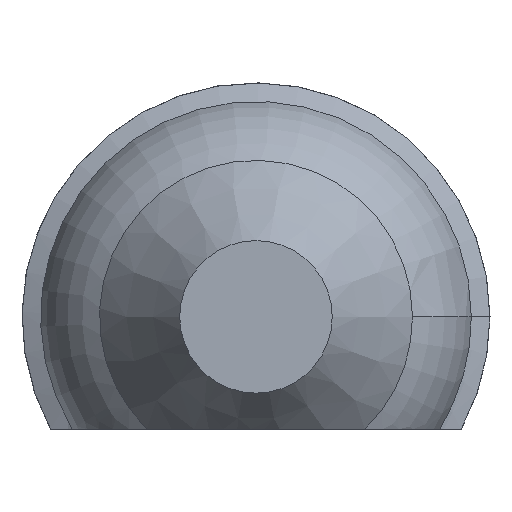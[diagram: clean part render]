
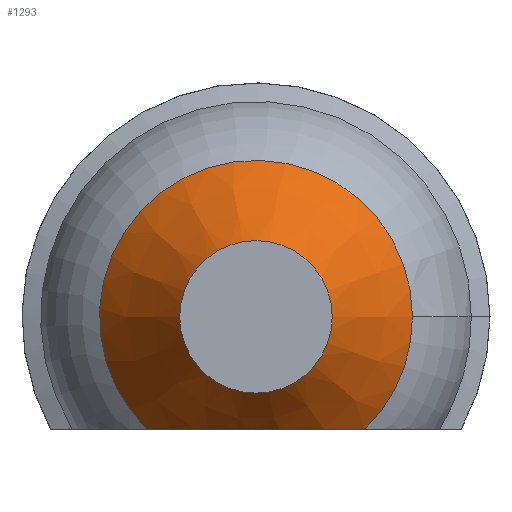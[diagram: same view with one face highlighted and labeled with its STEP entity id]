
A CAD part, front view. The second image highlights one B-rep face of the part: STEP entity #1293.
In plain terms, the highlighted conical face has half-angle 35.927 degrees and reference radius 16.73 mm.
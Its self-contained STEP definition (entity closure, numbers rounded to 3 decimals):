
#234 = VERTEX_POINT('',#235);
#235 = CARTESIAN_POINT('',(-11.657,-68.709,-12.));
#260 = EDGE_CURVE('',#261,#234,#263,.T.);
#261 = VERTEX_POINT('',#262);
#262 = CARTESIAN_POINT('',(11.657,-68.709,-12.));
#263 = HYPERBOLA('',#264,16.561,12.);
#264 = AXIS2_PLACEMENT_3D('',#265,#266,#267);
#265 = CARTESIAN_POINT('',(0.,-91.798,-12.));
#266 = DIRECTION('',(0.,-0.,1.));
#267 = DIRECTION('',(0.,1.,0.));
#1268 = VERTEX_POINT('',#1269);
#1269 = CARTESIAN_POINT('',(16.73,-68.709,0.));
#1276 = EDGE_CURVE('',#1268,#234,#1277,.T.);
#1277 = CIRCLE('',#1278,16.73);
#1278 = AXIS2_PLACEMENT_3D('',#1279,#1280,#1281);
#1279 = CARTESIAN_POINT('',(0.,-68.709,0.));
#1280 = DIRECTION('',(0.,-1.,0.));
#1281 = DIRECTION('',(1.,0.,0.));
#1293 = ADVANCED_FACE('',(#1294),#1321,.T.);
#1294 = FACE_BOUND('',#1295,.T.);
#1295 = EDGE_LOOP('',(#1296,#1304,#1305,#1306,#1313,#1314));
#1296 = ORIENTED_EDGE('',*,*,#1297,.F.);
#1297 = EDGE_CURVE('',#1268,#1298,#1300,.T.);
#1298 = VERTEX_POINT('',#1299);
#1299 = CARTESIAN_POINT('',(8.152,-80.547,0.));
#1300 = LINE('',#1301,#1302);
#1301 = CARTESIAN_POINT('',(16.73,-68.709,0.));
#1302 = VECTOR('',#1303,1.);
#1303 = DIRECTION('',(-0.587,-0.81,0.));
#1304 = ORIENTED_EDGE('',*,*,#1276,.T.);
#1305 = ORIENTED_EDGE('',*,*,#260,.F.);
#1306 = ORIENTED_EDGE('',*,*,#1307,.T.);
#1307 = EDGE_CURVE('',#261,#1268,#1308,.T.);
#1308 = CIRCLE('',#1309,16.73);
#1309 = AXIS2_PLACEMENT_3D('',#1310,#1311,#1312);
#1310 = CARTESIAN_POINT('',(0.,-68.709,0.));
#1311 = DIRECTION('',(0.,-1.,0.));
#1312 = DIRECTION('',(1.,0.,0.));
#1313 = ORIENTED_EDGE('',*,*,#1297,.T.);
#1314 = ORIENTED_EDGE('',*,*,#1315,.F.);
#1315 = EDGE_CURVE('',#1298,#1298,#1316,.T.);
#1316 = CIRCLE('',#1317,8.152);
#1317 = AXIS2_PLACEMENT_3D('',#1318,#1319,#1320);
#1318 = CARTESIAN_POINT('',(0.,-80.547,0.));
#1319 = DIRECTION('',(0.,-1.,0.));
#1320 = DIRECTION('',(1.,0.,0.));
#1321 = CONICAL_SURFACE('',#1322,16.73,0.627);
#1322 = AXIS2_PLACEMENT_3D('',#1323,#1324,#1325);
#1323 = CARTESIAN_POINT('',(0.,-68.709,0.));
#1324 = DIRECTION('',(0.,1.,0.));
#1325 = DIRECTION('',(1.,0.,0.));
